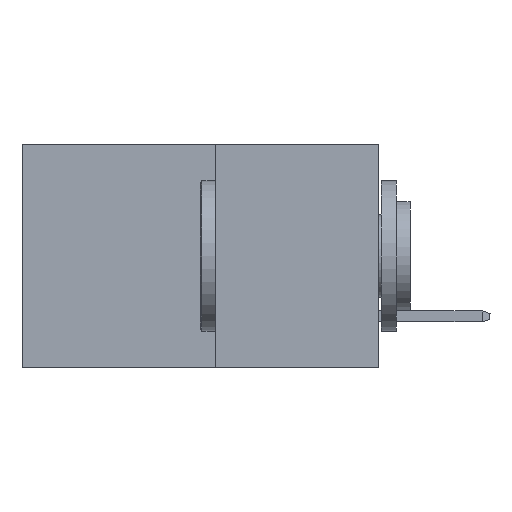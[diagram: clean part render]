
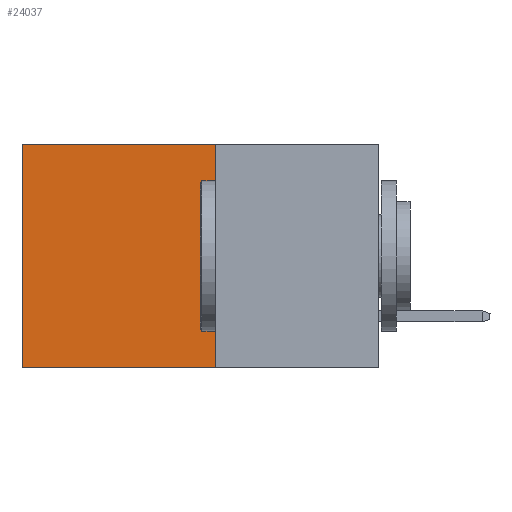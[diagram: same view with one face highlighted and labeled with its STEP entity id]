
A CAD part, left-side view. The second image highlights one B-rep face of the part: STEP entity #24037.
In plain terms, the highlighted planar face has unit normal (-1, 0, 0).
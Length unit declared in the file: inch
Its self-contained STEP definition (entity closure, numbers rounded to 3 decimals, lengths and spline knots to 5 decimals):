
#3080 = ORIENTED_EDGE ( 'NONE', *, *, #7007, .F. ) ;
#3860 = CARTESIAN_POINT ( 'NONE',  ( 0.277, 0.27, -0.37 ) ) ;
#4485 = ORIENTED_EDGE ( 'NONE', *, *, #21807, .F. ) ;
#4929 = LINE ( 'NONE', #8033, #14639 ) ;
#5082 = LINE ( 'NONE', #24437, #26195 ) ;
#7007 = EDGE_CURVE ( 'NONE', #10378, #16889, #5082, .T. ) ;
#7141 = VERTEX_POINT ( 'NONE', #23256 ) ;
#7795 = CARTESIAN_POINT ( 'NONE',  ( 0.277, 0.27, -0.37 ) ) ;
#8033 = CARTESIAN_POINT ( 'NONE',  ( 0.277, 0.27, 0. ) ) ;
#8081 = DIRECTION ( 'NONE',  ( 0., 0., -1. ) ) ;
#8356 = AXIS2_PLACEMENT_3D ( 'NONE', #3860, #20458, #8081 ) ;
#8743 = CARTESIAN_POINT ( 'NONE',  ( 0.277, 0.59, -0.37 ) ) ;
#9517 = EDGE_CURVE ( 'NONE', #10378, #7141, #4929, .T. ) ;
#10378 = VERTEX_POINT ( 'NONE', #10993 ) ;
#10993 = CARTESIAN_POINT ( 'NONE',  ( 0.277, 0.27, 0. ) ) ;
#12465 = ORIENTED_EDGE ( 'NONE', *, *, #9517, .T. ) ;
#13254 = EDGE_LOOP ( 'NONE', ( #25418, #4485, #3080, #12465 ) ) ;
#14253 = DIRECTION ( 'NONE',  ( 0., 0., -1. ) ) ;
#14639 = VECTOR ( 'NONE', #16254, 39.37008 ) ;
#14944 = CARTESIAN_POINT ( 'NONE',  ( 0.277, 0.27, -0.37 ) ) ;
#15041 = DIRECTION ( 'NONE',  ( 0., 0., -1. ) ) ;
#16254 = DIRECTION ( 'NONE',  ( 0., 1., 0. ) ) ;
#16298 = PLANE ( 'NONE',  #8356 ) ;
#16459 = CARTESIAN_POINT ( 'NONE',  ( 0.277, 0.59, -0.37 ) ) ;
#16889 = VERTEX_POINT ( 'NONE', #14944 ) ;
#18944 = FACE_OUTER_BOUND ( 'NONE', #13254, .T. ) ;
#19414 = VECTOR ( 'NONE', #22257, 39.37008 ) ;
#20427 = VECTOR ( 'NONE', #15041, 39.37008 ) ;
#20458 = DIRECTION ( 'NONE',  ( 1., 0., 0. ) ) ;
#21097 = LINE ( 'NONE', #8743, #20427 ) ;
#21807 = EDGE_CURVE ( 'NONE', #16889, #21931, #25969, .T. ) ;
#21931 = VERTEX_POINT ( 'NONE', #16459 ) ;
#22257 = DIRECTION ( 'NONE',  ( 0., 1., 0. ) ) ;
#23256 = CARTESIAN_POINT ( 'NONE',  ( 0.277, 0.59, 0. ) ) ;
#24037 = ADVANCED_FACE ( 'NONE', ( #18944 ), #16298, .F. ) ;
#24437 = CARTESIAN_POINT ( 'NONE',  ( 0.277, 0.27, -0.37 ) ) ;
#25418 = ORIENTED_EDGE ( 'NONE', *, *, #25549, .T. ) ;
#25549 = EDGE_CURVE ( 'NONE', #7141, #21931, #21097, .T. ) ;
#25969 = LINE ( 'NONE', #7795, #19414 ) ;
#26195 = VECTOR ( 'NONE', #14253, 39.37008 ) ;
